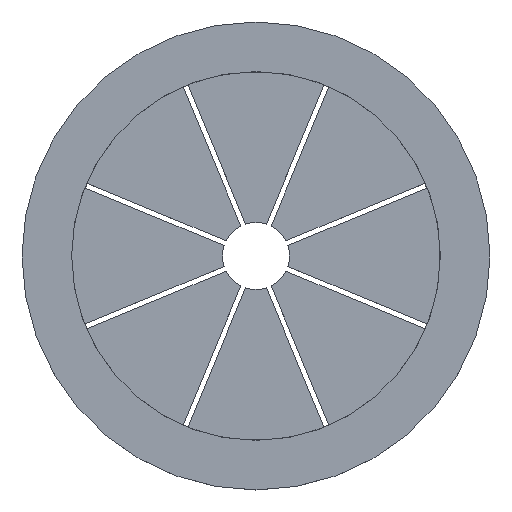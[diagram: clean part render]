
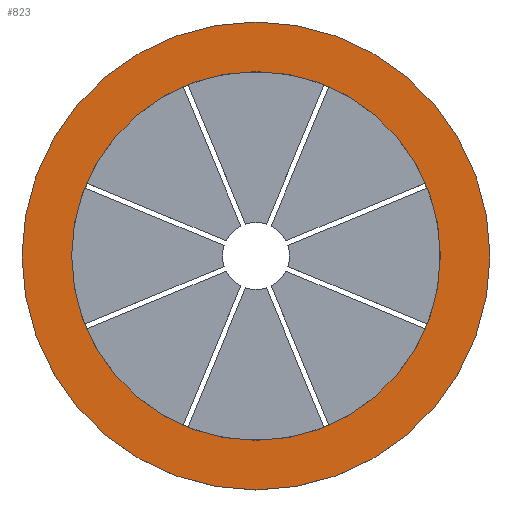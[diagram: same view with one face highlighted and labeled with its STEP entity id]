
A CAD part, top view. The second image highlights one B-rep face of the part: STEP entity #823.
In plain terms, the highlighted planar face has unit normal (0, 0, 1).
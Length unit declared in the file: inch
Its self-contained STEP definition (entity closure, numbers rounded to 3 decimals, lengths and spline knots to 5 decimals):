
#19=FACE_BOUND('',#156,.T.);
#60=PLANE('',#923);
#105=FACE_OUTER_BOUND('',#155,.T.);
#155=EDGE_LOOP('',(#705));
#156=EDGE_LOOP('',(#706));
#209=CIRCLE('',#922,1.745);
#210=CIRCLE('',#924,1.375);
#424=VERTEX_POINT('',#1400);
#425=VERTEX_POINT('',#1404);
#529=EDGE_CURVE('',#424,#424,#209,.T.);
#531=EDGE_CURVE('',#425,#425,#210,.T.);
#705=ORIENTED_EDGE('',*,*,#529,.T.);
#706=ORIENTED_EDGE('',*,*,#531,.T.);
#823=ADVANCED_FACE('',(#105,#19),#60,.T.);
#922=AXIS2_PLACEMENT_3D('',#1401,#1153,#1154);
#923=AXIS2_PLACEMENT_3D('',#1403,#1156,#1157);
#924=AXIS2_PLACEMENT_3D('',#1405,#1158,#1159);
#1153=DIRECTION('center_axis',(0.,0.,1.));
#1154=DIRECTION('ref_axis',(-1.,0.,0.));
#1156=DIRECTION('center_axis',(0.,0.,1.));
#1157=DIRECTION('ref_axis',(1.,0.,0.));
#1158=DIRECTION('center_axis',(0.,0.,-1.));
#1159=DIRECTION('ref_axis',(1.,0.,0.));
#1400=CARTESIAN_POINT('',(1.745,0.,0.44));
#1401=CARTESIAN_POINT('Origin',(0.,0.,0.44));
#1403=CARTESIAN_POINT('Origin',(0.,0.,0.44));
#1404=CARTESIAN_POINT('',(-1.375,0.,0.44));
#1405=CARTESIAN_POINT('Origin',(0.,0.,0.44));
